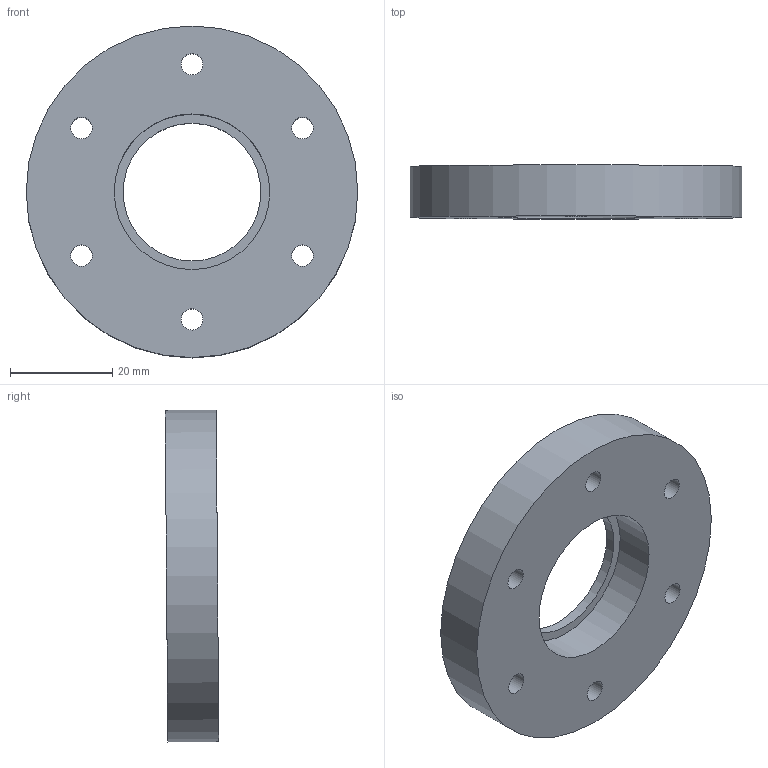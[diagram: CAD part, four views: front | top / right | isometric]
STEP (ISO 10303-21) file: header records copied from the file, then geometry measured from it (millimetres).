
FILE_DESCRIPTION(/* description */ ('','CAx-IF Rec.Pracs.---Representation and Presentation of Product Manufacturing Information (PMI)---4.0---2014-10-13'),/* implementation_level */ '2;1');
FILE_NAME(/* name */ 'shoulder_faceplate.step',/* time_stamp */ '2025-03-08T11:55:14-05:00',/* author */ (''),/* organization */ (''),/* preprocessor_version */ 'ST-DEVELOPER v20',/* originating_system */ 'Autodesk Translation Framework v13.20.0.188',/* authorisation */ '');
FILE_SCHEMA (('AP242_MANAGED_MODEL_BASED_3D_ENGINEERING_MIM_LF { 1 0 10303 442 1 1 4 }'));
Length unit declared in the file: millimetre
Products named in the file (4): armatron_7; Shoulder Joint; shoulder_bearing_support; Faceplate
Assembly tree (3 placements, depth 4):
  armatron_7
    Shoulder Joint
      shoulder_bearing_support
        Faceplate
Bounding box: 65 x 10.52 x 65.08 mm (x, y, z)
Volume: 25361.8 mm3; surface area: 9095.2 mm2
Topology: 1 solids, 1 shells, 12 faces, 27 edges, 18 vertices
Faces by surface type: cylinder 9, plane 3
Full cylindrical faces by diameter (mm): 4.2 x6, 27 x1, 30.5 x1, 65 x1
Entity records: 487 total; most frequent: DIRECTION 83, CARTESIAN_POINT 64, ORIENTED_EDGE 54, AXIS2_PLACEMENT_3D 37, EDGE_LOOP 27, EDGE_CURVE 27, CIRCLE 18, VERTEX_POINT 18
